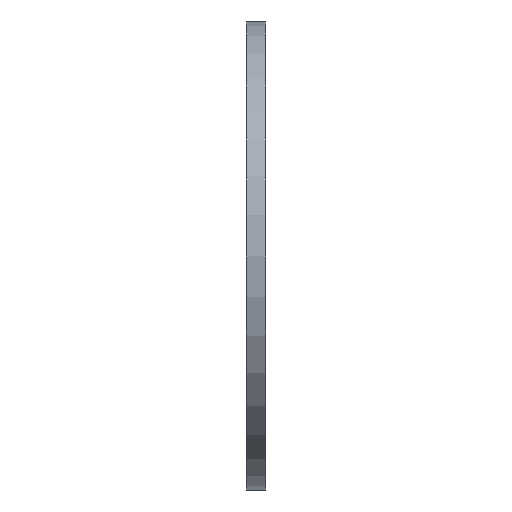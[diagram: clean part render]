
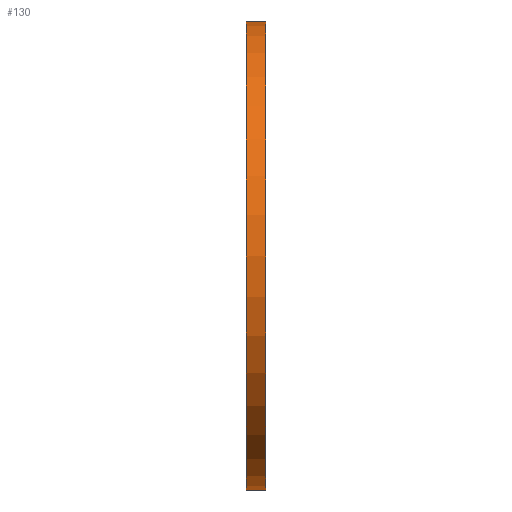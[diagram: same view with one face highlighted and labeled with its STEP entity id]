
A CAD part, front view. The second image highlights one B-rep face of the part: STEP entity #130.
In plain terms, the highlighted cylindrical face has radius 14.867 mm (diameter 29.734 mm), a partial arc.
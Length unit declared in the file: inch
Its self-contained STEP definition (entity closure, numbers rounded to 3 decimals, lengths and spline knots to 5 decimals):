
#27 = EDGE_CURVE ( 'NONE', #230, #147, #314, .T. ) ;
#90 = VERTEX_POINT ( 'NONE', #777 ) ;
#126 = VERTEX_POINT ( 'NONE', #332 ) ;
#127 = EDGE_CURVE ( 'NONE', #126, #90, #331, .T. ) ;
#130 = ADVANCED_FACE ( 'NONE', ( #325 ), #324, .T. ) ;
#131 = ORIENTED_EDGE ( 'NONE', *, *, #127, .F. ) ;
#136 = EDGE_LOOP ( 'NONE', ( #137, #131, #156, #227 ) ) ;
#137 = ORIENTED_EDGE ( 'NONE', *, *, #146, .F. ) ;
#146 = EDGE_CURVE ( 'NONE', #90, #147, #356, .T. ) ;
#147 = VERTEX_POINT ( 'NONE', #352 ) ;
#156 = ORIENTED_EDGE ( 'NONE', *, *, #229, .T. ) ;
#227 = ORIENTED_EDGE ( 'NONE', *, *, #27, .T. ) ;
#229 = EDGE_CURVE ( 'NONE', #126, #230, #479, .T. ) ;
#230 = VERTEX_POINT ( 'NONE', #475 ) ;
#297 = DIRECTION ( 'NONE',  ( 1., 0., 0. ) ) ;
#298 = CARTESIAN_POINT ( 'NONE',  ( -0.025, -0.02769, 0. ) ) ;
#309 = DIRECTION ( 'NONE',  ( 0., 0., -1. ) ) ;
#313 = AXIS2_PLACEMENT_3D ( 'NONE', #298, #297, #309 ) ;
#314 = CIRCLE ( 'NONE', #313, 0.58531 ) ;
#319 = DIRECTION ( 'NONE',  ( 0., 0., 1. ) ) ;
#320 = DIRECTION ( 'NONE',  ( -1., 0., 0. ) ) ;
#321 = CARTESIAN_POINT ( 'NONE',  ( 0.025, -0.02769, 0. ) ) ;
#322 = AXIS2_PLACEMENT_3D ( 'NONE', #321, #320, #319 ) ;
#324 = CYLINDRICAL_SURFACE ( 'NONE', #322, 0.58531 ) ;
#325 = FACE_OUTER_BOUND ( 'NONE', #136, .T. ) ;
#327 = DIRECTION ( 'NONE',  ( 0., 0., -1. ) ) ;
#328 = DIRECTION ( 'NONE',  ( 1., 0., 0. ) ) ;
#329 = CARTESIAN_POINT ( 'NONE',  ( 0.025, -0.02769, 0. ) ) ;
#330 = AXIS2_PLACEMENT_3D ( 'NONE', #329, #328, #327 ) ;
#331 = CIRCLE ( 'NONE', #330, 0.58531 ) ;
#332 = CARTESIAN_POINT ( 'NONE',  ( 0.025, -0.02769, 0.58531 ) ) ;
#352 = CARTESIAN_POINT ( 'NONE',  ( -0.025, -0.02769, -0.58531 ) ) ;
#353 = DIRECTION ( 'NONE',  ( -1., 0., 0. ) ) ;
#354 = VECTOR ( 'NONE', #353, 39.37008 ) ;
#355 = CARTESIAN_POINT ( 'NONE',  ( 0.025, -0.02769, -0.58531 ) ) ;
#356 = LINE ( 'NONE', #355, #354 ) ;
#475 = CARTESIAN_POINT ( 'NONE',  ( -0.025, -0.02769, 0.58531 ) ) ;
#476 = DIRECTION ( 'NONE',  ( -1., 0., 0. ) ) ;
#477 = VECTOR ( 'NONE', #476, 39.37008 ) ;
#478 = CARTESIAN_POINT ( 'NONE',  ( 0.025, -0.02769, 0.58531 ) ) ;
#479 = LINE ( 'NONE', #478, #477 ) ;
#777 = CARTESIAN_POINT ( 'NONE',  ( 0.025, -0.02769, -0.58531 ) ) ;
